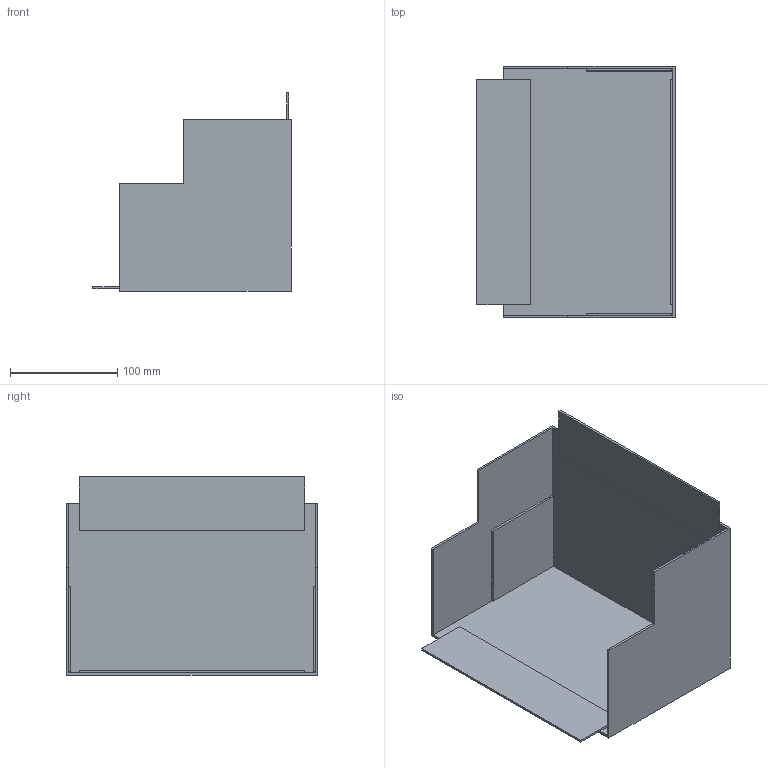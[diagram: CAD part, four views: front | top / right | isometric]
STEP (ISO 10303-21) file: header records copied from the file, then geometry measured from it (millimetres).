
FILE_DESCRIPTION (( 'STEP AP214' ), '1' );
FILE_NAME ('6192428.stp', '2017-05-19T10:01:58', ( '' ), ( '' ), 'SwSTEP 2.0', 'SolidWorks 2016', '' );
FILE_SCHEMA (( 'AUTOMOTIVE_DESIGN' ));
Length unit declared in the file: millimetre
Products named in the file (1): 6192428
Bounding box: 185 x 234 x 185 mm (x, y, z)
Volume: 301880 mm3; surface area: 260848 mm2
Topology: 1 solids, 1 shells, 36 faces, 92 edges, 60 vertices
Faces by surface type: plane 36
Entity records: 1494 total; most frequent: CARTESIAN_POINT 189, ORIENTED_EDGE 184, DIRECTION 166, LINE 92, VECTOR 92, EDGE_CURVE 92, VERTEX_POINT 60, UNCERTAINTY_MEASURE_WITH_UNIT 39
